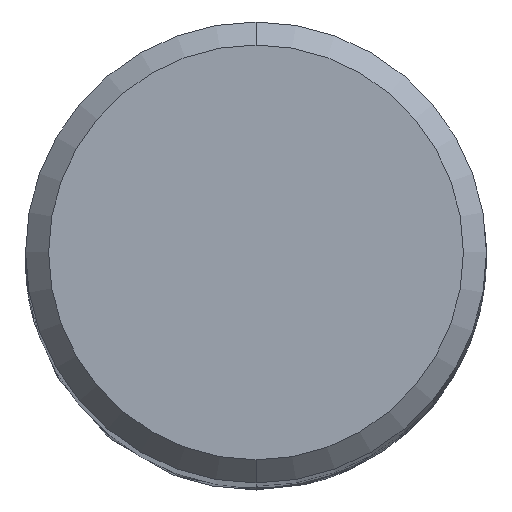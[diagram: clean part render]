
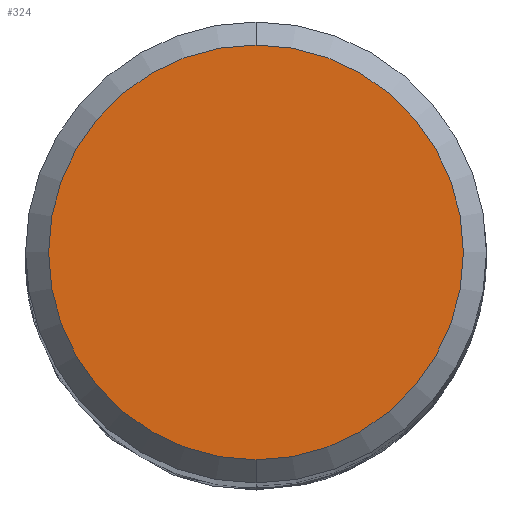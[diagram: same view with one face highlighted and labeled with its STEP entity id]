
A CAD part, top view. The second image highlights one B-rep face of the part: STEP entity #324.
In plain terms, the highlighted planar face has unit normal (0, 0, 1).
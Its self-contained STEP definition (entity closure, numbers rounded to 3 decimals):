
#206=VERTEX_POINT('',#524);
#324=ADVANCED_FACE('',(#656),#657,.T.);
#344=EDGE_CURVE('',#404,#206,#679,.T.);
#404=VERTEX_POINT('',#740);
#416=EDGE_CURVE('',#206,#404,#752,.T.);
#524=CARTESIAN_POINT('',(0.0,4.5,0.0));
#656=FACE_OUTER_BOUND('',#2370,.T.);
#657=PLANE('',#2371);
#679=CIRCLE('',#2422,4.5);
#740=CARTESIAN_POINT('',(0.,-4.5,0.0));
#752=CIRCLE('',#2770,4.5);
#2370=EDGE_LOOP('',(#3917,#3918));
#2371=AXIS2_PLACEMENT_3D('',#3919,#3920,#3921);
#2422=AXIS2_PLACEMENT_3D('',#3957,#3958,#3959);
#2770=AXIS2_PLACEMENT_3D('',#3997,#3998,#3999);
#3917=ORIENTED_EDGE('',*,*,#416,.F.);
#3918=ORIENTED_EDGE('',*,*,#344,.F.);
#3919=CARTESIAN_POINT('',(0.0,2.25,0.0));
#3920=DIRECTION('',(-0.0,0.0,1.0));
#3921=DIRECTION('',(0.0,-1.0,0.0));
#3957=CARTESIAN_POINT('',(0.0,0.0,0.0));
#3958=DIRECTION('',(0.0,0.0,-1.0));
#3959=DIRECTION('',(0.0,1.0,0.0));
#3997=CARTESIAN_POINT('',(0.0,0.0,0.0));
#3998=DIRECTION('',(0.0,0.0,-1.0));
#3999=DIRECTION('',(0.0,1.0,0.0));
